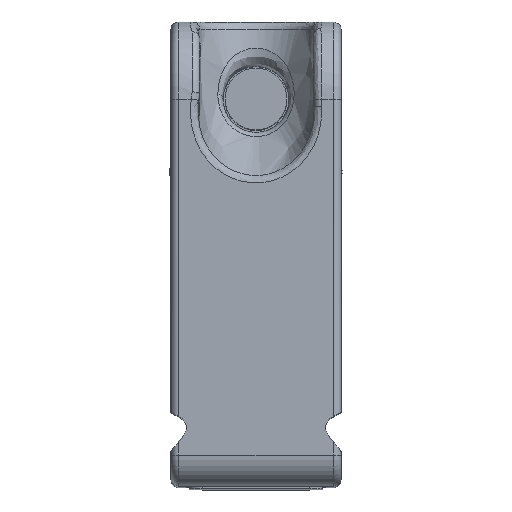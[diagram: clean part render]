
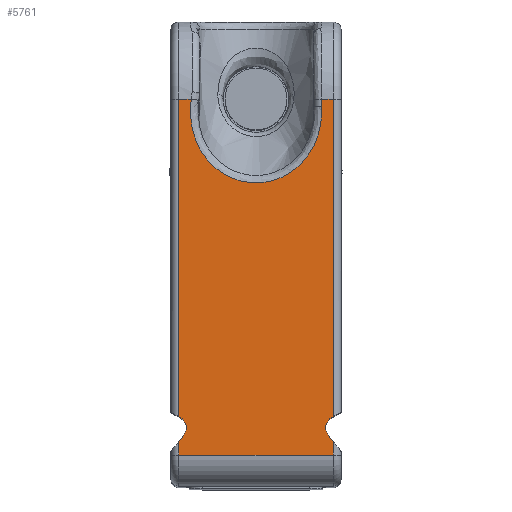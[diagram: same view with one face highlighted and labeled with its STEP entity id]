
A CAD part, top view. The second image highlights one B-rep face of the part: STEP entity #5761.
In plain terms, the highlighted planar face has unit normal (0, 0, 1).
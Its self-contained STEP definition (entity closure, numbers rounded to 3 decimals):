
#383=CARTESIAN_POINT('',(5.,-12.133,32.));
#699=CARTESIAN_POINT('',(-4.193,10.,32.));
#700=CARTESIAN_POINT('',(-4.235,9.666,32.));
#701=CARTESIAN_POINT('',(-4.262,9.02,32.));
#702=CARTESIAN_POINT('',(-4.155,8.137,32.));
#703=CARTESIAN_POINT('',(-3.906,7.301,32.));
#704=CARTESIAN_POINT('',(-3.513,6.535,32.));
#705=CARTESIAN_POINT('',(-2.991,5.865,32.));
#706=CARTESIAN_POINT('',(-2.361,5.321,32.));
#707=CARTESIAN_POINT('',(-1.646,4.914,32.));
#708=CARTESIAN_POINT('',(-0.87,4.66,32.));
#709=CARTESIAN_POINT('',(-0.058,4.565,32.));
#710=CARTESIAN_POINT('',(0.761,4.637,32.));
#711=CARTESIAN_POINT('',(1.561,4.876,32.));
#712=CARTESIAN_POINT('',(2.307,5.281,32.));
#713=CARTESIAN_POINT('',(2.978,5.845,32.));
#714=CARTESIAN_POINT('',(3.54,6.57,32.));
#715=CARTESIAN_POINT('',(3.937,7.382,32.));
#716=CARTESIAN_POINT('',(4.157,8.175,32.));
#717=CARTESIAN_POINT('',(4.245,8.899,32.));
#718=CARTESIAN_POINT('',(4.244,9.333,32.));
#719=CARTESIAN_POINT('',(4.234,9.539,32.));
#721=DIRECTION('',(0.,-1.,0.));
#722=VECTOR('',#721,0.461);
#723=CARTESIAN_POINT('',(4.234,10.,32.));
#724=LINE('',#723,#722);
#725=DIRECTION('',(1.,0.,0.));
#726=VECTOR('',#725,0.766);
#727=CARTESIAN_POINT('',(4.234,10.,32.));
#728=LINE('',#727,#726);
#729=DIRECTION('',(0.,-1.,0.));
#730=VECTOR('',#729,20.53);
#731=CARTESIAN_POINT('',(5.,10.,32.));
#732=LINE('',#731,#730);
#733=DIRECTION('',(-0.872,-0.489,0.));
#734=VECTOR('',#733,0.134);
#735=CARTESIAN_POINT('',(5.,-10.53,32.));
#736=LINE('',#735,#734);
#737=CARTESIAN_POINT('',(5.25,-11.25,32.));
#738=DIRECTION('',(0.,0.,1.));
#739=DIRECTION('',(-0.489,0.872,0.));
#740=AXIS2_PLACEMENT_3D('',#737,#738,#739);
#742=DIRECTION('',(0.63,-0.777,0.));
#743=VECTOR('',#742,0.529);
#744=CARTESIAN_POINT('',(4.667,-11.722,32.));
#745=LINE('',#744,#743);
#746=DIRECTION('',(0.,-1.,0.));
#747=VECTOR('',#746,0.867);
#748=CARTESIAN_POINT('',(5.,-12.133,32.));
#749=LINE('',#748,#747);
#750=DIRECTION('',(-1.,0.,0.));
#751=VECTOR('',#750,10.);
#752=CARTESIAN_POINT('',(5.,-13.,32.));
#753=LINE('',#752,#751);
#754=DIRECTION('',(0.,1.,0.));
#755=VECTOR('',#754,0.867);
#756=CARTESIAN_POINT('',(-5.,-13.,32.));
#757=LINE('',#756,#755);
#758=DIRECTION('',(0.63,0.777,0.));
#759=VECTOR('',#758,0.529);
#760=CARTESIAN_POINT('',(-5.,-12.133,32.));
#761=LINE('',#760,#759);
#762=CARTESIAN_POINT('',(-5.25,-11.25,32.));
#763=DIRECTION('',(0.,0.,1.));
#764=DIRECTION('',(0.777,-0.63,0.));
#765=AXIS2_PLACEMENT_3D('',#762,#763,#764);
#767=DIRECTION('',(-0.872,0.489,0.));
#768=VECTOR('',#767,0.134);
#769=CARTESIAN_POINT('',(-4.883,-10.596,32.));
#770=LINE('',#769,#768);
#771=DIRECTION('',(0.,1.,0.));
#772=VECTOR('',#771,20.53);
#773=CARTESIAN_POINT('',(-5.,-10.53,32.));
#774=LINE('',#773,#772);
#775=DIRECTION('',(1.,0.,0.));
#776=VECTOR('',#775,0.807);
#777=CARTESIAN_POINT('',(-5.,10.,32.));
#778=LINE('',#777,#776);
#2299=CARTESIAN_POINT('',(5.,-10.53,32.));
#4152=CARTESIAN_POINT('',(-4.667,-11.722,32.));
#4153=CARTESIAN_POINT('',(-4.883,-10.596,32.));
#4154=VERTEX_POINT('',#4152);
#4155=VERTEX_POINT('',#4153);
#4156=CARTESIAN_POINT('',(4.883,-10.596,32.));
#4157=CARTESIAN_POINT('',(4.667,-11.722,32.));
#4158=VERTEX_POINT('',#4156);
#4159=VERTEX_POINT('',#4157);
#4385=CARTESIAN_POINT('',(-5.,10.,32.));
#4386=VERTEX_POINT('',#4385);
#4391=CARTESIAN_POINT('',(-5.,-13.,32.));
#4392=CARTESIAN_POINT('',(-5.,-12.133,32.));
#4393=VERTEX_POINT('',#4391);
#4394=VERTEX_POINT('',#4392);
#4396=VERTEX_POINT('',#2299);
#4397=CARTESIAN_POINT('',(5.,10.,32.));
#4398=VERTEX_POINT('',#4397);
#4416=CARTESIAN_POINT('',(-5.,-10.53,32.));
#4417=VERTEX_POINT('',#4416);
#4452=VERTEX_POINT('',#383);
#4456=CARTESIAN_POINT('',(5.,-13.,32.));
#4457=VERTEX_POINT('',#4456);
#4648=VERTEX_POINT('',#699);
#4649=VERTEX_POINT('',#719);
#4653=CARTESIAN_POINT('',(4.234,10.,32.));
#4654=VERTEX_POINT('',#4653);
#5728=CARTESIAN_POINT('',(-5.5,10.,32.));
#5729=DIRECTION('',(0.,0.,1.));
#5730=DIRECTION('',(0.,-1.,0.));
#5731=AXIS2_PLACEMENT_3D('',#5728,#5729,#5730);
#5732=PLANE('',#5731);
#5734=ORIENTED_EDGE('',*,*,#5733,.T.);
#5736=ORIENTED_EDGE('',*,*,#5735,.F.);
#5738=ORIENTED_EDGE('',*,*,#5737,.T.);
#5740=ORIENTED_EDGE('',*,*,#5739,.T.);
#5742=ORIENTED_EDGE('',*,*,#5741,.T.);
#5744=ORIENTED_EDGE('',*,*,#5743,.T.);
#5745=ORIENTED_EDGE('',*,*,#5145,.T.);
#5747=ORIENTED_EDGE('',*,*,#5746,.T.);
#5748=ORIENTED_EDGE('',*,*,#5720,.T.);
#5749=ORIENTED_EDGE('',*,*,#4759,.T.);
#5750=ORIENTED_EDGE('',*,*,#4779,.T.);
#5752=ORIENTED_EDGE('',*,*,#5751,.T.);
#5754=ORIENTED_EDGE('',*,*,#5753,.T.);
#5756=ORIENTED_EDGE('',*,*,#5755,.T.);
#5758=ORIENTED_EDGE('',*,*,#5757,.T.);
#5759=EDGE_LOOP('',(#5734,#5736,#5738,#5740,#5742,#5744,#5745,#5747,#5748,#5749,
#5750,#5752,#5754,#5756,#5758));
#5760=FACE_OUTER_BOUND('',#5759,.F.);
#5761=ADVANCED_FACE('',(#5760),#5732,.T.);
#720=B_SPLINE_CURVE_WITH_KNOTS('',3,(#699,#700,#701,#702,#703,#704,#705,#706,
#707,#708,#709,#710,#711,#712,#713,#714,#715,#716,#717,#718,#719),.UNSPECIFIED.,
.F.,.F.,(4,1,1,1,1,1,1,1,1,1,1,1,1,1,1,1,1,1,4),(0.,0.056,
0.111,0.167,0.222,0.278,
0.333,0.389,0.444,0.5,0.556,
0.611,0.667,0.722,0.778,
0.833,0.889,0.944,1.),.UNSPECIFIED.);
#741=CIRCLE('',#740,0.75);
#766=CIRCLE('',#765,0.75);
#4759=EDGE_CURVE('',#4393,#4394,#757,.T.);
#4779=EDGE_CURVE('',#4394,#4154,#761,.T.);
#5145=EDGE_CURVE('',#4159,#4452,#745,.T.);
#5720=EDGE_CURVE('',#4457,#4393,#753,.T.);
#5733=EDGE_CURVE('',#4648,#4649,#720,.T.);
#5735=EDGE_CURVE('',#4654,#4649,#724,.T.);
#5737=EDGE_CURVE('',#4654,#4398,#728,.T.);
#5739=EDGE_CURVE('',#4398,#4396,#732,.T.);
#5741=EDGE_CURVE('',#4396,#4158,#736,.T.);
#5743=EDGE_CURVE('',#4158,#4159,#741,.T.);
#5746=EDGE_CURVE('',#4452,#4457,#749,.T.);
#5751=EDGE_CURVE('',#4154,#4155,#766,.T.);
#5753=EDGE_CURVE('',#4155,#4417,#770,.T.);
#5755=EDGE_CURVE('',#4417,#4386,#774,.T.);
#5757=EDGE_CURVE('',#4386,#4648,#778,.T.);
